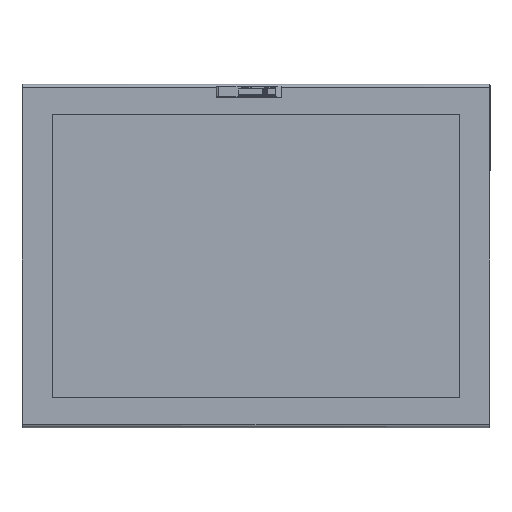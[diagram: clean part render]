
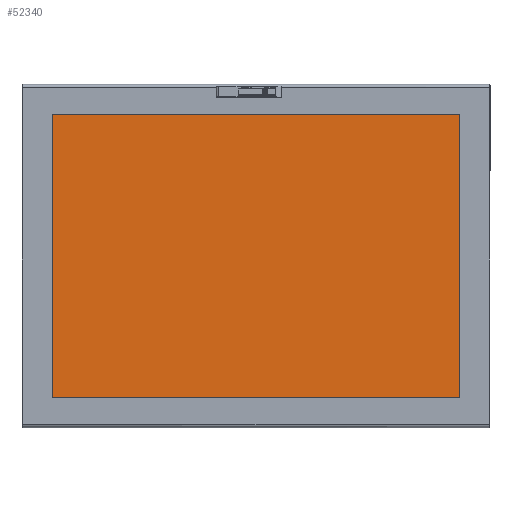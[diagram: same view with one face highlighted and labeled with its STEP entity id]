
A CAD part, top view. The second image highlights one B-rep face of the part: STEP entity #52340.
In plain terms, the highlighted planar face has unit normal (0, 0, 1).
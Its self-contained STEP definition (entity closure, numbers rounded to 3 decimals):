
#10774 = DIRECTION ( 'NONE',  ( 0., 1., 0. ) ) ;
#10779 = CARTESIAN_POINT ( 'NONE',  ( 610., 430., 4. ) ) ;
#10790 = DIRECTION ( 'NONE',  ( 1., 0., 0. ) ) ;
#10795 = CARTESIAN_POINT ( 'NONE',  ( -610., -430., 4. ) ) ;
#10886 = DIRECTION ( 'NONE',  ( -1., 0., 0. ) ) ;
#10904 = DIRECTION ( 'NONE',  ( 0., -1., 0. ) ) ;
#10910 = CARTESIAN_POINT ( 'NONE',  ( -610., 430., 4. ) ) ;
#11249 = CARTESIAN_POINT ( 'NONE',  ( -610., 430., 4. ) ) ;
#11930 = DIRECTION ( 'NONE',  ( 1., 0., 0. ) ) ;
#11935 = DIRECTION ( 'NONE',  ( 0., 0., 1. ) ) ;
#11989 = PLANE ( 'NONE',  #36283 ) ;
#11996 = CARTESIAN_POINT ( 'NONE',  ( -610., -430., 4. ) ) ;
#27069 = FACE_OUTER_BOUND ( 'NONE', #58269, .T. ) ;
#27537 = CARTESIAN_POINT ( 'NONE',  ( -610., -430., 4. ) ) ;
#27855 = CARTESIAN_POINT ( 'NONE',  ( 610., 430., 4. ) ) ;
#28120 = CARTESIAN_POINT ( 'NONE',  ( 610., -430., 4. ) ) ;
#28196 = CARTESIAN_POINT ( 'NONE',  ( -610., 430., 4. ) ) ;
#31968 = VERTEX_POINT ( 'NONE', #28196 ) ;
#31994 = VERTEX_POINT ( 'NONE', #28120 ) ;
#32084 = VERTEX_POINT ( 'NONE', #27855 ) ;
#32188 = VERTEX_POINT ( 'NONE', #27537 ) ;
#34962 = VECTOR ( 'NONE', #10774, 1000. ) ;
#34965 = LINE ( 'NONE', #10779, #34962 ) ;
#34974 = VECTOR ( 'NONE', #10790, 1000. ) ;
#34976 = LINE ( 'NONE', #10795, #34974 ) ;
#35180 = VECTOR ( 'NONE', #10886, 1000. ) ;
#35185 = VECTOR ( 'NONE', #10904, 1000. ) ;
#35190 = LINE ( 'NONE', #10910, #35185 ) ;
#35423 = LINE ( 'NONE', #11249, #35180 ) ;
#36283 = AXIS2_PLACEMENT_3D ( 'NONE', #11996, #11935, #11930 ) ;
#46849 = EDGE_CURVE ( 'NONE', #31968, #32188, #35190, .T. ) ;
#46851 = EDGE_CURVE ( 'NONE', #32084, #31968, #35423, .T. ) ;
#46863 = EDGE_CURVE ( 'NONE', #32188, #31994, #34976, .T. ) ;
#46866 = EDGE_CURVE ( 'NONE', #31994, #32084, #34965, .T. ) ;
#52340 = ADVANCED_FACE ( 'NONE', ( #27069 ), #11989, .T. ) ;
#56523 = ORIENTED_EDGE ( 'NONE', *, *, #46849, .T. ) ;
#56524 = ORIENTED_EDGE ( 'NONE', *, *, #46863, .T. ) ;
#56525 = ORIENTED_EDGE ( 'NONE', *, *, #46866, .T. ) ;
#56526 = ORIENTED_EDGE ( 'NONE', *, *, #46851, .T. ) ;
#58269 = EDGE_LOOP ( 'NONE', ( #56523, #56524, #56525, #56526 ) ) ;
